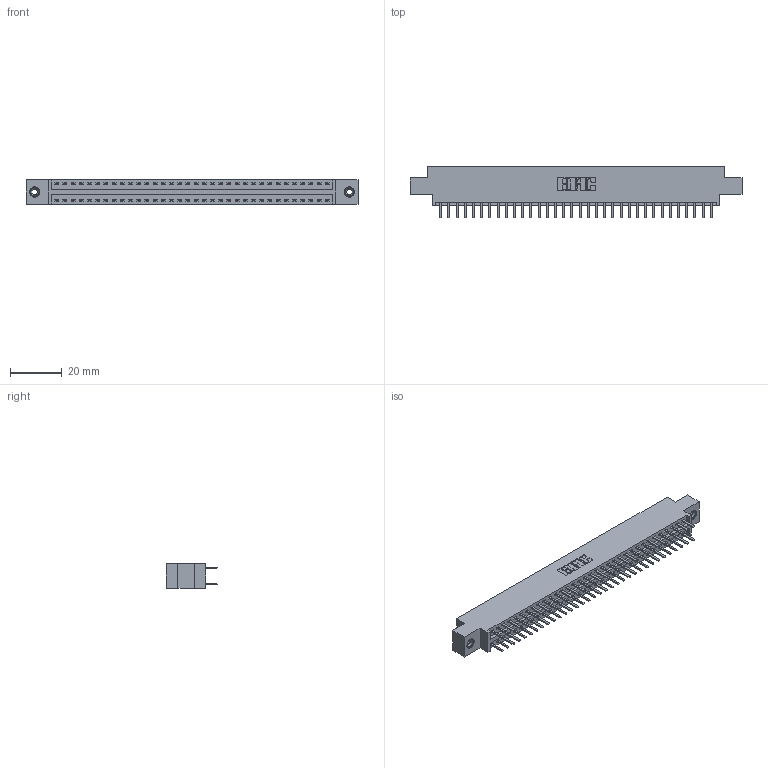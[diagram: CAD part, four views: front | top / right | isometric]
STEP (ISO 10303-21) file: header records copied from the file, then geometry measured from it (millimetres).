
FILE_DESCRIPTION (( 'STEP AP203' ), '1' );
FILE_NAME ('346-068-520-808.STEP', '2022-05-24T18:41:30', ( '' ), ( '' ), 'SwSTEP 2.0', 'SolidWorks 2020', '' );
FILE_SCHEMA (( 'CONFIG_CONTROL_DESIGN' ));
Length unit declared in the file: inch
Products named in the file (4): 346-068-520-808; 346 Part_0.170 Offset - 0.156 Dia-TI; 345-250-001_345-250-003-102; 345-292-001_345-293-120
Assembly tree (71 placements, depth 2):
  346-068-520-808
    346 Part_0.170 Offset - 0.156 Dia-TI
    345-292-001_345-293-120  x68
    345-250-001_345-250-003-102  x2
Bounding box: 128.52 x 20.02 x 9.4 mm (x, y, z)
Volume: 12279.5 mm3; surface area: 16882.9 mm2
Topology: 71 solids, 71 shells, 3994 faces, 11561 edges, 7518 vertices
Faces by surface type: plane 2628, cylinder 1350, cone 12, torus 4
Entity records: 24698 total; most frequent: CARTESIAN_POINT 4079, ORIENTED_EDGE 3994, DIRECTION 3659, EDGE_CURVE 1997, VECTOR 1705, LINE 1705, VERTEX_POINT 1324, AXIS2_PLACEMENT_3D 977
